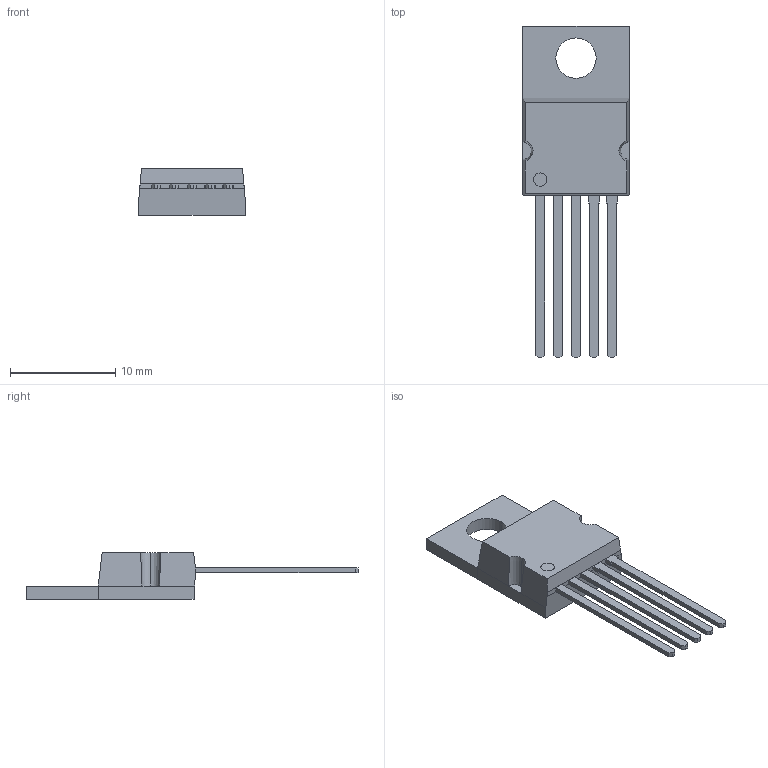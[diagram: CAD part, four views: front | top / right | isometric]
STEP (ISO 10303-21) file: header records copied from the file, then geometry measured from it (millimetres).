
FILE_DESCRIPTION (( 'STEP AP214' ), '1' );
FILE_NAME ('LM2576T-5.0_NOPB.STEP', '2022-01-31T23:06:13', ( '' ), ( '' ), 'SwSTEP 2.0', 'SolidWorks 2017', '' );
FILE_SCHEMA (( 'AUTOMOTIVE_DESIGN' ));
Length unit declared in the file: millimetre
Products named in the file (1): LM2576T-5.0_NOPB
Bounding box: 10.16 x 31.57 x 4.45 mm (x, y, z)
Volume: 496.8 mm3; surface area: 858.7 mm2
Topology: 8 solids, 8 shells, 99 faces, 238 edges, 156 vertices
Faces by surface type: plane 89, cylinder 6, cone 4
Entity records: 2929 total; most frequent: CARTESIAN_POINT 506, ORIENTED_EDGE 476, DIRECTION 454, EDGE_CURVE 238, LINE 214, VECTOR 214, VERTEX_POINT 156, AXIS2_PLACEMENT_3D 120
